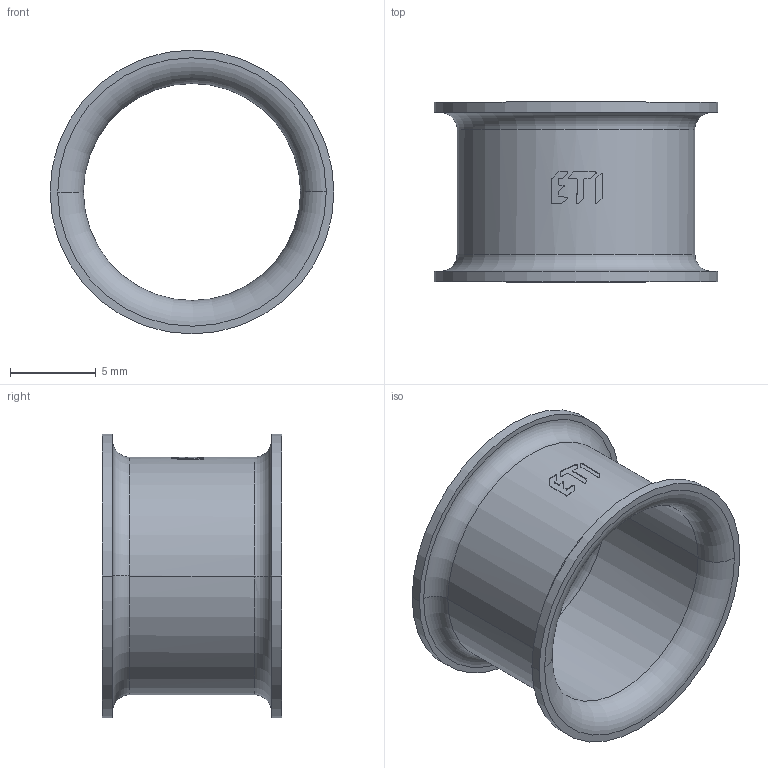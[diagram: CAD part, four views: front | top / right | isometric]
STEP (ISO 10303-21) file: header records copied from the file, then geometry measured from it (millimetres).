
FILE_DESCRIPTION((''),'2;1');
FILE_NAME('25A_ASM','2021-05-12T',('marketing.praksa'),('Audax d.o.o.'),'CREO PARAMETRIC BY PTC INC, 2017480','CREO PARAMETRIC BY PTC INC, 2017480','');
FILE_SCHEMA(('AUTOMOTIVE_DESIGN { 1 0 10303 214 1 1 1 1 }'));
Length unit declared in the file: millimetre
Products named in the file (3): PRT0005A; 25A-WL; 25A_ASM
Assembly tree (2 placements, depth 2):
  25A_ASM
    PRT0005A
    25A-WL
Bounding box: 16.6 x 10.5 x 16.6 mm (x, y, z)
Volume: 319.5 mm3; surface area: 1127.6 mm2
Topology: 4 solids, 4 shells, 125 faces, 344 edges, 232 vertices
Faces by surface type: cylinder 59, plane 58, torus 8
Entity records: 6448 total; most frequent: CARTESIAN_POINT 1156, ORIENTED_EDGE 688, DIRECTION 604, PRESENTATION_STYLE_ASSIGNMENT 473, STYLED_ITEM 473, CURVE_STYLE 344, EDGE_CURVE 344, VERTEX_POINT 232
